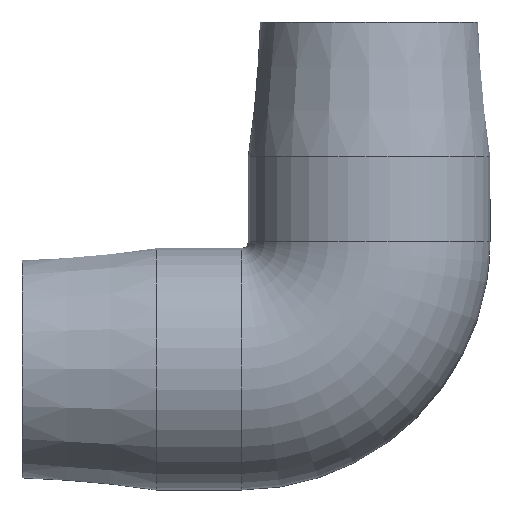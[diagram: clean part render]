
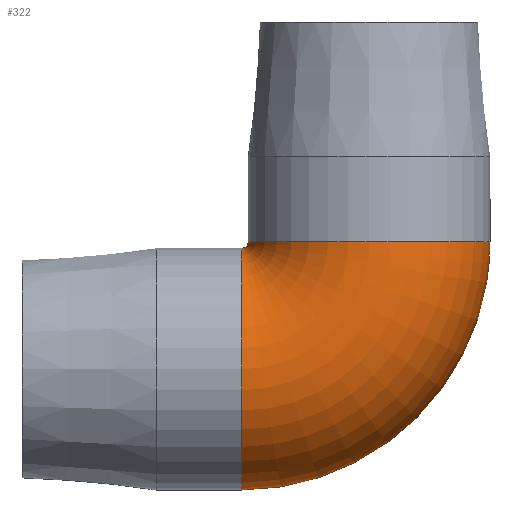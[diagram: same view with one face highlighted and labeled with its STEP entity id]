
A CAD part, front view. The second image highlights one B-rep face of the part: STEP entity #322.
In plain terms, the highlighted toroidal (fillet/blend) face has major radius 23.2 mm and minor radius 22 mm.
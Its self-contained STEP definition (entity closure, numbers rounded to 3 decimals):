
#24=TOROIDAL_SURFACE('',#362,23.2,22.);
#30=FACE_BOUND('',#108,.T.);
#72=FACE_OUTER_BOUND('',#107,.T.);
#107=EDGE_LOOP('',(#255));
#108=EDGE_LOOP('',(#256));
#163=CIRCLE('',#363,22.);
#164=CIRCLE('',#364,22.);
#191=VERTEX_POINT('',#548);
#192=VERTEX_POINT('',#550);
#221=EDGE_CURVE('',#191,#191,#163,.T.);
#222=EDGE_CURVE('',#192,#192,#164,.T.);
#255=ORIENTED_EDGE('',*,*,#221,.T.);
#256=ORIENTED_EDGE('',*,*,#222,.T.);
#322=ADVANCED_FACE('',(#72,#30),#24,.T.);
#362=AXIS2_PLACEMENT_3D('',#547,#437,#438);
#363=AXIS2_PLACEMENT_3D('',#549,#439,#440);
#364=AXIS2_PLACEMENT_3D('',#551,#441,#442);
#437=DIRECTION('center_axis',(0.,-1.,0.));
#438=DIRECTION('ref_axis',(0.,0.,-1.));
#439=DIRECTION('center_axis',(0.,0.,
-1.));
#440=DIRECTION('ref_axis',(-1.,0.,0.));
#441=DIRECTION('center_axis',(1.,0.,0.));
#442=DIRECTION('ref_axis',(0.,0.,-1.));
#547=CARTESIAN_POINT('Origin',(-23.2,0.,23.2));
#548=CARTESIAN_POINT('',(0.,22.,23.2));
#549=CARTESIAN_POINT('Origin',(0.,0.,
23.2));
#550=CARTESIAN_POINT('',(-23.2,22.,0.));
#551=CARTESIAN_POINT('Origin',(-23.2,0.,0.));
